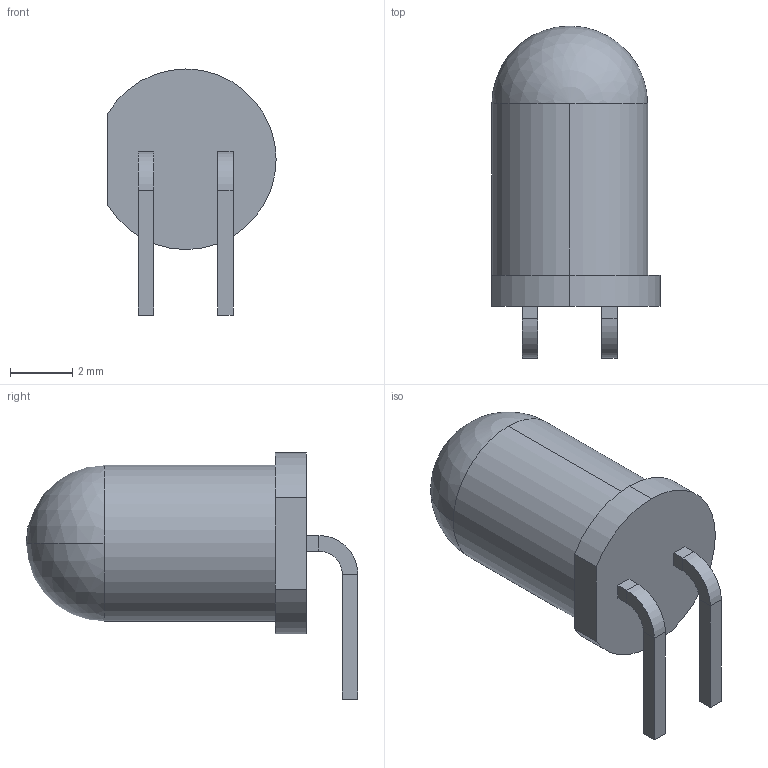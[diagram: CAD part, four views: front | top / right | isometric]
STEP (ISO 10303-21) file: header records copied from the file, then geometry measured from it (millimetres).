
FILE_DESCRIPTION (( 'STEP AP214' ), '1' );
FILE_NAME ('LED DIP 5mm Green Hor_mirr.STEP', '2019-11-22T11:09:35', ( 'Elessar' ), ( '' ), 'SwSTEP 2.0', 'SolidWorks 2018', '' );
FILE_SCHEMA (( 'AUTOMOTIVE_DESIGN' ));
Length unit declared in the file: millimetre
Products named in the file (1): LED DIP 5mm Green Hor_mirr
Bounding box: 5.4 x 10.65 x 7.9 mm (x, y, z)
Volume: 169.3 mm3; surface area: 199.2 mm2
Topology: 1 solids, 1 shells, 36 faces, 82 edges, 48 vertices
Faces by surface type: plane 25, cylinder 9, sphere 2
Entity records: 1409 total; most frequent: DIRECTION 177, CARTESIAN_POINT 165, ORIENTED_EDGE 160, EDGE_CURVE 80, AXIS2_PLACEMENT_3D 60, VECTOR 57, LINE 57, VERTEX_POINT 48
